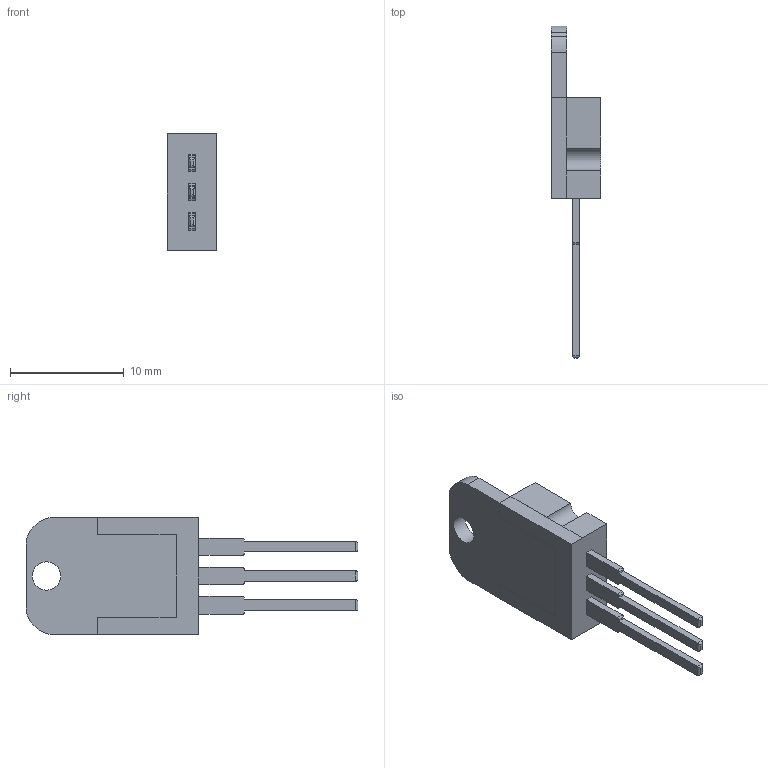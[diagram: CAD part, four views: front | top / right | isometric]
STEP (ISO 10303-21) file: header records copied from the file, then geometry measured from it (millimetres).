
FILE_DESCRIPTION(/* description */ (''),/* implementation_level */ '2;1');
FILE_NAME(/* name */ 'TIP120.step',/* time_stamp */ '2019-09-17T10:52:49-05:00',/* author */ (''),/* organization */ (''),/* preprocessor_version */ 'ST-DEVELOPER v18',/* originating_system */ 'Autodesk Translation Framework v8.6.0.1094',/* authorisation */ '');
FILE_SCHEMA (('AUTOMOTIVE_DESIGN { 1 0 10303 214 3 1 1 }'));
Length unit declared in the file: millimetre
Products named in the file (1): (Unsaved)
Bounding box: 4.39 x 29.2 x 10.3 mm (x, y, z)
Volume: 500.3 mm3; surface area: 640.9 mm2
Topology: 1 solids, 1 shells, 89 faces, 265 edges, 189 vertices
Faces by surface type: plane 64, cylinder 25
Full cylindrical faces by diameter (mm): 2.5 x1
Entity records: 4067 total; most frequent: CARTESIAN_POINT 1480, ORIENTED_EDGE 530, DIRECTION 467, EDGE_CURVE 265, LINE 199, VECTOR 199, VERTEX_POINT 189, AXIS2_PLACEMENT_3D 134
